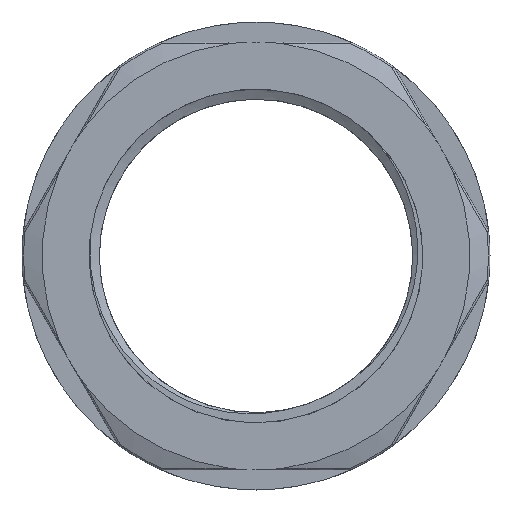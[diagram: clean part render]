
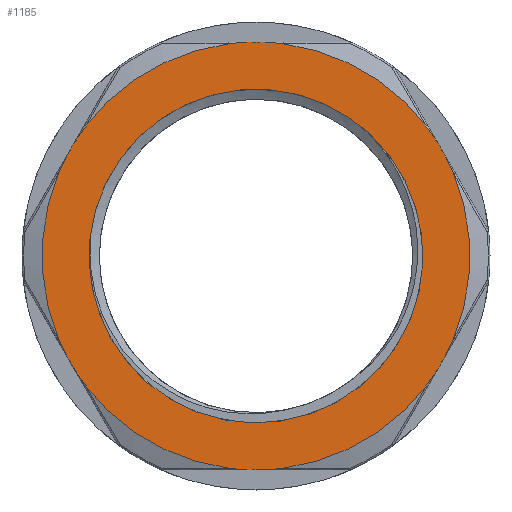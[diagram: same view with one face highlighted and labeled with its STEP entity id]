
A CAD part, left-side view. The second image highlights one B-rep face of the part: STEP entity #1185.
In plain terms, the highlighted planar face has unit normal (-1, 0, 0).
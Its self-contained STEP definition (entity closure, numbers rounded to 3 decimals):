
#41=FACE_BOUND('',#348,.T.);
#56=PLANE('',#1349);
#86=CIRCLE('',#1201,12.481);
#90=CIRCLE('',#1205,16.);
#99=CIRCLE('',#1218,16.);
#103=CIRCLE('',#1225,16.);
#106=CIRCLE('',#1228,16.);
#115=CIRCLE('',#1241,16.);
#118=CIRCLE('',#1247,16.);
#121=CIRCLE('',#1250,16.);
#130=CIRCLE('',#1263,16.);
#133=CIRCLE('',#1269,16.);
#136=CIRCLE('',#1272,16.);
#145=CIRCLE('',#1285,16.);
#148=CIRCLE('',#1291,16.);
#151=CIRCLE('',#1294,16.);
#160=CIRCLE('',#1307,16.);
#163=CIRCLE('',#1313,16.);
#166=CIRCLE('',#1316,16.);
#174=CIRCLE('',#1328,16.);
#177=CIRCLE('',#1334,16.);
#264=FACE_OUTER_BOUND('',#347,.T.);
#347=EDGE_LOOP('',(#1069,#1070,#1071,#1072,#1073,#1074,#1075,#1076,#1077,
#1078,#1079,#1080,#1081,#1082,#1083,#1084,#1085,#1086));
#348=EDGE_LOOP('',(#1087));
#467=VERTEX_POINT('',#2474);
#468=VERTEX_POINT('',#2497);
#472=VERTEX_POINT('',#2541);
#481=VERTEX_POINT('',#2589);
#485=VERTEX_POINT('',#2643);
#486=VERTEX_POINT('',#2669);
#490=VERTEX_POINT('',#2713);
#499=VERTEX_POINT('',#2761);
#501=VERTEX_POINT('',#2833);
#505=VERTEX_POINT('',#2877);
#514=VERTEX_POINT('',#2925);
#516=VERTEX_POINT('',#2997);
#520=VERTEX_POINT('',#3041);
#529=VERTEX_POINT('',#3089);
#531=VERTEX_POINT('',#3161);
#535=VERTEX_POINT('',#3205);
#544=VERTEX_POINT('',#3253);
#548=VERTEX_POINT('',#3363);
#556=VERTEX_POINT('',#3409);
#571=EDGE_CURVE('',#467,#467,#86,.T.);
#577=EDGE_CURVE('',#468,#472,#90,.T.);
#594=EDGE_CURVE('',#472,#481,#99,.T.);
#599=EDGE_CURVE('',#481,#485,#103,.T.);
#605=EDGE_CURVE('',#486,#490,#106,.T.);
#622=EDGE_CURVE('',#490,#499,#115,.T.);
#626=EDGE_CURVE('',#499,#468,#118,.T.);
#631=EDGE_CURVE('',#501,#505,#121,.T.);
#648=EDGE_CURVE('',#505,#514,#130,.T.);
#652=EDGE_CURVE('',#514,#486,#133,.T.);
#657=EDGE_CURVE('',#516,#520,#136,.T.);
#674=EDGE_CURVE('',#520,#529,#145,.T.);
#678=EDGE_CURVE('',#529,#501,#148,.T.);
#683=EDGE_CURVE('',#531,#535,#151,.T.);
#700=EDGE_CURVE('',#535,#544,#160,.T.);
#704=EDGE_CURVE('',#544,#516,#163,.T.);
#708=EDGE_CURVE('',#485,#548,#166,.T.);
#724=EDGE_CURVE('',#548,#556,#174,.T.);
#728=EDGE_CURVE('',#556,#531,#177,.T.);
#1069=ORIENTED_EDGE('',*,*,#674,.F.);
#1070=ORIENTED_EDGE('',*,*,#657,.F.);
#1071=ORIENTED_EDGE('',*,*,#704,.F.);
#1072=ORIENTED_EDGE('',*,*,#700,.F.);
#1073=ORIENTED_EDGE('',*,*,#683,.F.);
#1074=ORIENTED_EDGE('',*,*,#728,.F.);
#1075=ORIENTED_EDGE('',*,*,#724,.F.);
#1076=ORIENTED_EDGE('',*,*,#708,.F.);
#1077=ORIENTED_EDGE('',*,*,#599,.F.);
#1078=ORIENTED_EDGE('',*,*,#594,.F.);
#1079=ORIENTED_EDGE('',*,*,#577,.F.);
#1080=ORIENTED_EDGE('',*,*,#626,.F.);
#1081=ORIENTED_EDGE('',*,*,#622,.F.);
#1082=ORIENTED_EDGE('',*,*,#605,.F.);
#1083=ORIENTED_EDGE('',*,*,#652,.F.);
#1084=ORIENTED_EDGE('',*,*,#648,.F.);
#1085=ORIENTED_EDGE('',*,*,#631,.F.);
#1086=ORIENTED_EDGE('',*,*,#678,.F.);
#1087=ORIENTED_EDGE('',*,*,#571,.T.);
#1185=ADVANCED_FACE('',(#264,#41),#56,.T.);
#1201=AXIS2_PLACEMENT_3D('',#2475,#1367,#1368);
#1205=AXIS2_PLACEMENT_3D('',#2542,#1375,#1376);
#1218=AXIS2_PLACEMENT_3D('',#2633,#1405,#1406);
#1225=AXIS2_PLACEMENT_3D('',#2644,#1420,#1421);
#1228=AXIS2_PLACEMENT_3D('',#2714,#1426,#1427);
#1241=AXIS2_PLACEMENT_3D('',#2805,#1456,#1457);
#1247=AXIS2_PLACEMENT_3D('',#2812,#1469,#1470);
#1250=AXIS2_PLACEMENT_3D('',#2878,#1475,#1476);
#1263=AXIS2_PLACEMENT_3D('',#2969,#1505,#1506);
#1269=AXIS2_PLACEMENT_3D('',#2976,#1518,#1519);
#1272=AXIS2_PLACEMENT_3D('',#3042,#1524,#1525);
#1285=AXIS2_PLACEMENT_3D('',#3133,#1554,#1555);
#1291=AXIS2_PLACEMENT_3D('',#3140,#1567,#1568);
#1294=AXIS2_PLACEMENT_3D('',#3206,#1573,#1574);
#1307=AXIS2_PLACEMENT_3D('',#3297,#1603,#1604);
#1313=AXIS2_PLACEMENT_3D('',#3304,#1616,#1617);
#1316=AXIS2_PLACEMENT_3D('',#3364,#1622,#1623);
#1328=AXIS2_PLACEMENT_3D('',#3453,#1650,#1651);
#1334=AXIS2_PLACEMENT_3D('',#3460,#1663,#1664);
#1349=AXIS2_PLACEMENT_3D('',#3476,#1693,#1694);
#1367=DIRECTION('center_axis',(1.,0.,0.));
#1368=DIRECTION('ref_axis',(0.,0.,-1.));
#1375=DIRECTION('center_axis',(1.,0.,0.));
#1376=DIRECTION('ref_axis',(0.,-1.,0.));
#1405=DIRECTION('center_axis',(1.,0.,0.));
#1406=DIRECTION('ref_axis',(0.,-1.,0.));
#1420=DIRECTION('center_axis',(1.,0.,0.));
#1421=DIRECTION('ref_axis',(0.,-1.,0.));
#1426=DIRECTION('center_axis',(1.,0.,0.));
#1427=DIRECTION('ref_axis',(0.,-1.,0.));
#1456=DIRECTION('center_axis',(1.,0.,0.));
#1457=DIRECTION('ref_axis',(0.,-1.,0.));
#1469=DIRECTION('center_axis',(1.,0.,0.));
#1470=DIRECTION('ref_axis',(0.,-1.,0.));
#1475=DIRECTION('center_axis',(1.,0.,0.));
#1476=DIRECTION('ref_axis',(0.,-1.,0.));
#1505=DIRECTION('center_axis',(1.,0.,0.));
#1506=DIRECTION('ref_axis',(0.,-1.,0.));
#1518=DIRECTION('center_axis',(1.,0.,0.));
#1519=DIRECTION('ref_axis',(0.,-1.,0.));
#1524=DIRECTION('center_axis',(1.,0.,0.));
#1525=DIRECTION('ref_axis',(0.,-1.,0.));
#1554=DIRECTION('center_axis',(1.,0.,0.));
#1555=DIRECTION('ref_axis',(0.,-1.,0.));
#1567=DIRECTION('center_axis',(1.,0.,0.));
#1568=DIRECTION('ref_axis',(0.,-1.,0.));
#1573=DIRECTION('center_axis',(1.,0.,0.));
#1574=DIRECTION('ref_axis',(0.,-1.,0.));
#1603=DIRECTION('center_axis',(1.,0.,0.));
#1604=DIRECTION('ref_axis',(0.,-1.,0.));
#1616=DIRECTION('center_axis',(1.,0.,0.));
#1617=DIRECTION('ref_axis',(0.,-1.,0.));
#1622=DIRECTION('center_axis',(1.,0.,0.));
#1623=DIRECTION('ref_axis',(0.,-1.,0.));
#1650=DIRECTION('center_axis',(1.,0.,0.));
#1651=DIRECTION('ref_axis',(0.,-1.,0.));
#1663=DIRECTION('center_axis',(1.,0.,0.));
#1664=DIRECTION('ref_axis',(0.,-1.,0.));
#1693=DIRECTION('center_axis',(-1.,0.,0.));
#1694=DIRECTION('ref_axis',(0.,0.,1.));
#2474=CARTESIAN_POINT('',(-6.08,10.809,-6.241));
#2475=CARTESIAN_POINT('Origin',(-6.08,0.,0.));
#2497=CARTESIAN_POINT('',(-6.08,-12.707,9.722));
#2541=CARTESIAN_POINT('',(-6.08,-13.856,8.));
#2542=CARTESIAN_POINT('Origin',(-6.08,0.,0.));
#2589=CARTESIAN_POINT('',(-6.08,-14.773,6.144));
#2633=CARTESIAN_POINT('Origin',(-6.08,0.,0.));
#2643=CARTESIAN_POINT('',(-6.08,-14.773,-6.144));
#2644=CARTESIAN_POINT('Origin',(-6.08,0.,0.));
#2669=CARTESIAN_POINT('',(-6.08,2.066,15.866));
#2713=CARTESIAN_POINT('',(-6.08,0.,16.));
#2714=CARTESIAN_POINT('Origin',(-6.08,0.,0.));
#2761=CARTESIAN_POINT('',(-6.08,-2.066,15.866));
#2805=CARTESIAN_POINT('Origin',(-6.08,0.,0.));
#2812=CARTESIAN_POINT('Origin',(-6.08,0.,0.));
#2833=CARTESIAN_POINT('',(-6.08,14.773,6.144));
#2877=CARTESIAN_POINT('',(-6.08,13.856,8.));
#2878=CARTESIAN_POINT('Origin',(-6.08,0.,0.));
#2925=CARTESIAN_POINT('',(-6.08,12.707,9.722));
#2969=CARTESIAN_POINT('Origin',(-6.08,0.,0.));
#2976=CARTESIAN_POINT('Origin',(-6.08,0.,0.));
#2997=CARTESIAN_POINT('',(-6.08,12.707,-9.722));
#3041=CARTESIAN_POINT('',(-6.08,13.856,-8.));
#3042=CARTESIAN_POINT('Origin',(-6.08,0.,0.));
#3089=CARTESIAN_POINT('',(-6.08,14.773,-6.144));
#3133=CARTESIAN_POINT('Origin',(-6.08,0.,0.));
#3140=CARTESIAN_POINT('Origin',(-6.08,0.,0.));
#3161=CARTESIAN_POINT('',(-6.08,-2.066,-15.866));
#3205=CARTESIAN_POINT('',(-6.08,0.,-16.));
#3206=CARTESIAN_POINT('Origin',(-6.08,0.,0.));
#3253=CARTESIAN_POINT('',(-6.08,2.066,-15.866));
#3297=CARTESIAN_POINT('Origin',(-6.08,0.,0.));
#3304=CARTESIAN_POINT('Origin',(-6.08,0.,0.));
#3363=CARTESIAN_POINT('',(-6.08,-13.856,-8.));
#3364=CARTESIAN_POINT('Origin',(-6.08,0.,0.));
#3409=CARTESIAN_POINT('',(-6.08,-12.707,-9.722));
#3453=CARTESIAN_POINT('Origin',(-6.08,0.,0.));
#3460=CARTESIAN_POINT('Origin',(-6.08,0.,0.));
#3476=CARTESIAN_POINT('Origin',(-6.08,17.5,0.));
